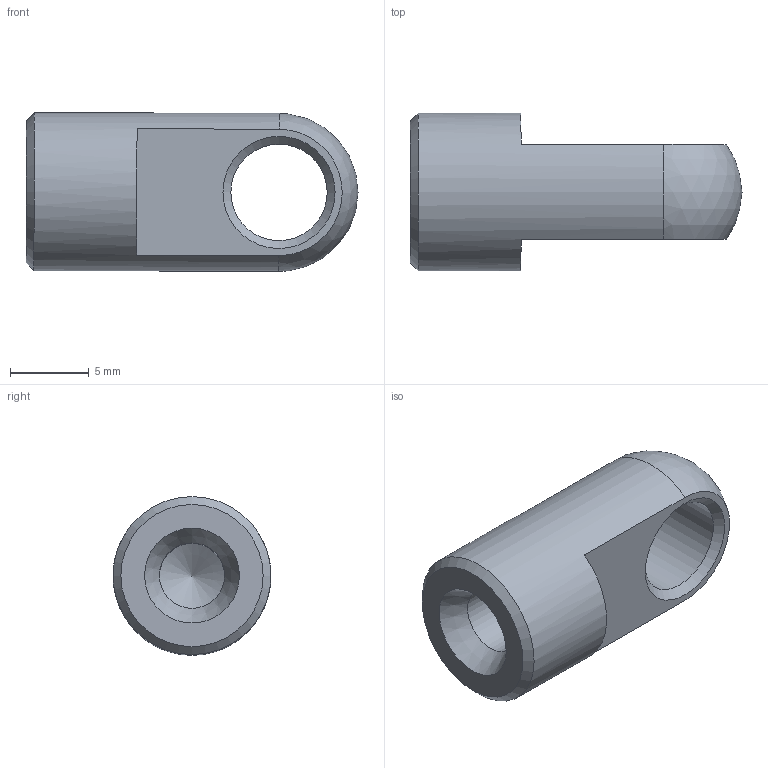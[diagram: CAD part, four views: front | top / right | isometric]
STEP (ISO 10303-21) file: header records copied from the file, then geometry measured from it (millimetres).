
FILE_DESCRIPTION(('FreeCAD Model'),'2;1');
FILE_NAME('Eye 6mm rod stainless.stp' ,'2016-02-25T12:22:52',('Author'),(''), 'Open CASCADE STEP processor 6.8','FreeCAD','Unknown');
FILE_SCHEMA(('AUTOMOTIVE_DESIGN_CC2 { 1 2 10303 214 -1 1 5 4 }'));
Length unit declared in the file: millimetre
Products named in the file (1): Baugruppe2
Bounding box: 21.02 x 10 x 10.05 mm (x, y, z)
Volume: 927.5 mm3; surface area: 887.6 mm2
Topology: 1 solids, 1 shells, 14 faces, 32 edges, 20 vertices
Faces by surface type: cone 5, plane 5, cylinder 3, sphere 1
Full cylindrical faces by diameter (mm): 4.134 x1, 6.1 x1, 10 x1
Entity records: 1477 total; most frequent: CARTESIAN_POINT 869, DIRECTION 98, ORIENTED_EDGE 62, PCURVE 62, DEFINITIONAL_REPRESENTATION 62, B_SPLINE_CURVE_WITH_KNOTS 38, AXIS2_PLACEMENT_3D 32, EDGE_CURVE 31
